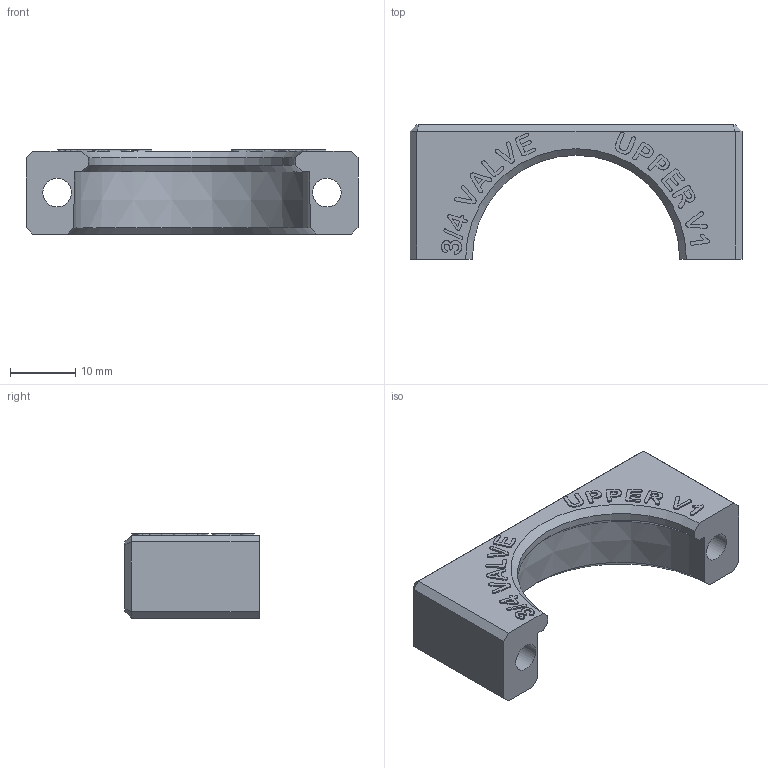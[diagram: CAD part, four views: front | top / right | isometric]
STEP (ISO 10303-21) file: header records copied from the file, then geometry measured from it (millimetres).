
FILE_DESCRIPTION(/* description */ (''),/* implementation_level */ '2;1');
FILE_NAME(/* name */ 'Valve Upper Mount v1.stp',/* time_stamp */ '2020-04-08T16:40:24-07:00',/* author */ (''),/* organization */ (''),/* preprocessor_version */ 'ST-DEVELOPER v18.1',/* originating_system */ 'Autodesk Inventor 2021',/* authorisation */ '');
FILE_SCHEMA (('AUTOMOTIVE_DESIGN { 1 0 10303 214 3 1 1 }'));
Length unit declared in the file: inch
Products named in the file (1): Valve Upper Mount
Bounding box: 50.8 x 20.55 x 12.9 mm (x, y, z)
Volume: 6329.1 mm3; surface area: 3677.3 mm2
Topology: 1 solids, 1 shells, 263 faces, 717 edges, 476 vertices
Faces by surface type: bspline 133, plane 123, cone 4, cylinder 3
Full cylindrical faces by diameter (mm): 4.369 x2
Entity records: 9723 total; most frequent: CARTESIAN_POINT 3909, ORIENTED_EDGE 1434, DIRECTION 726, EDGE_CURVE 717, VERTEX_POINT 476, LINE 438, VECTOR 438, EDGE_LOOP 287
